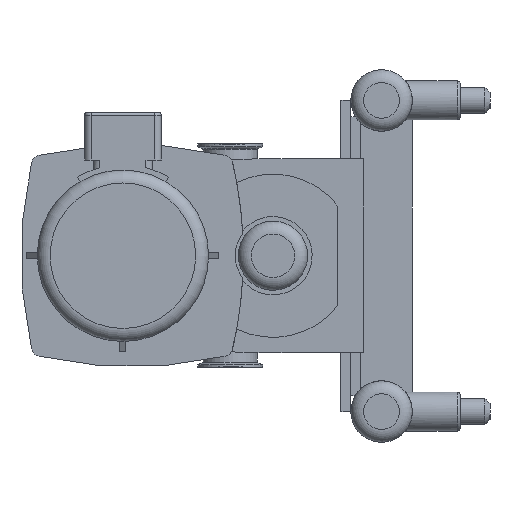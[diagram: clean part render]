
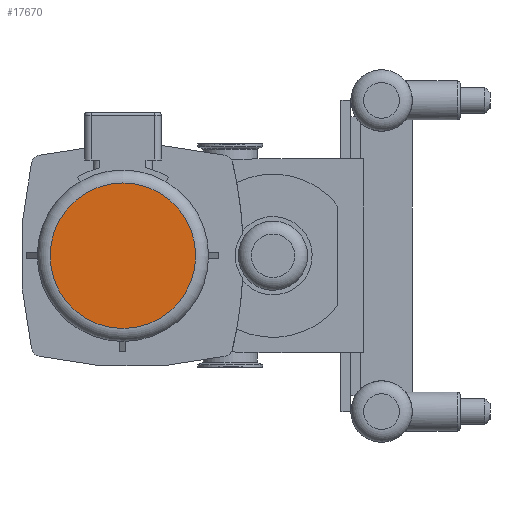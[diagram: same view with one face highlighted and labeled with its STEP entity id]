
A CAD part, left-side view. The second image highlights one B-rep face of the part: STEP entity #17670.
In plain terms, the highlighted planar face has unit normal (-1, 0, 0).
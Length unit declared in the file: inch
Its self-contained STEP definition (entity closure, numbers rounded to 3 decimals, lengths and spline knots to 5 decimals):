
#1209=PLANE('',#19453);
#5126=FACE_OUTER_BOUND('',#6197,.T.);
#6197=EDGE_LOOP('',(#16265,#16266));
#7046=CIRCLE('',#19454,2.8065);
#7047=CIRCLE('',#19455,2.8065);
#8713=VERTEX_POINT('',#33732);
#8714=VERTEX_POINT('',#33733);
#11260=EDGE_CURVE('',#8713,#8714,#7046,.T.);
#11261=EDGE_CURVE('',#8714,#8713,#7047,.T.);
#16265=ORIENTED_EDGE('',*,*,#11260,.F.);
#16266=ORIENTED_EDGE('',*,*,#11261,.F.);
#17670=ADVANCED_FACE('',(#5126),#1209,.T.);
#19453=AXIS2_PLACEMENT_3D('',#33731,#24293,#24294);
#19454=AXIS2_PLACEMENT_3D('',#33734,#24295,#24296);
#19455=AXIS2_PLACEMENT_3D('',#33735,#24297,#24298);
#24293=DIRECTION('center_axis',(-1.,0.,0.));
#24294=DIRECTION('ref_axis',(0.,1.,0.));
#24295=DIRECTION('center_axis',(1.,0.,0.));
#24296=DIRECTION('ref_axis',(0.,0.,
1.));
#24297=DIRECTION('center_axis',(1.,0.,0.));
#24298=DIRECTION('ref_axis',(0.,0.,
1.));
#33731=CARTESIAN_POINT('Origin',(-31.801,4.137,-3.3065));
#33732=CARTESIAN_POINT('',(-31.801,4.137,-2.8065));
#33733=CARTESIAN_POINT('',(-31.801,6.9435,0.));
#33734=CARTESIAN_POINT('Origin',(-31.801,4.137,0.));
#33735=CARTESIAN_POINT('Origin',(-31.801,4.137,0.));
